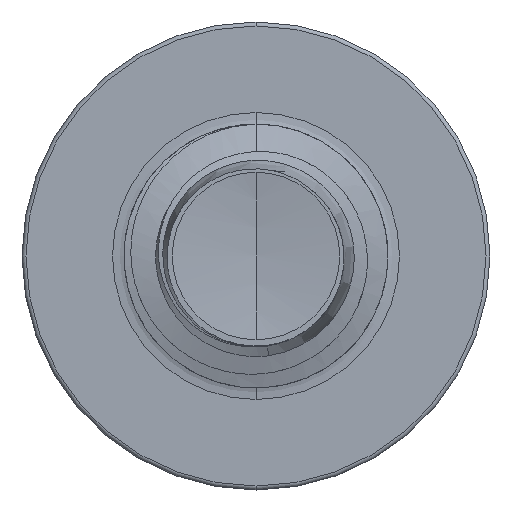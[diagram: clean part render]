
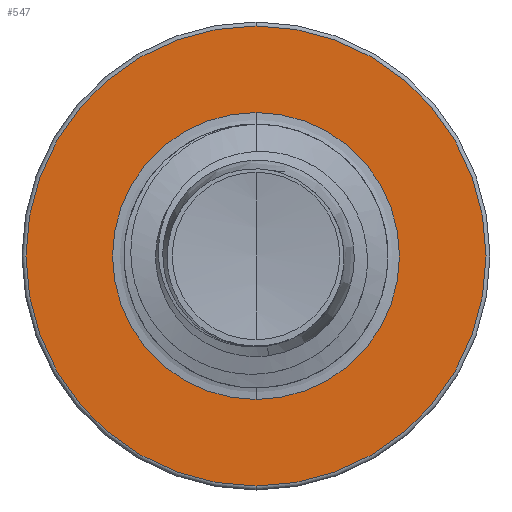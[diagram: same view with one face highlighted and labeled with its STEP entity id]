
A CAD part, front view. The second image highlights one B-rep face of the part: STEP entity #547.
In plain terms, the highlighted planar face has unit normal (0, -1, 0).
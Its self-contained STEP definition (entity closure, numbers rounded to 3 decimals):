
#262 = FACE_OUTER_BOUND ( 'NONE', #3709, .T. ) ;
#547 = ADVANCED_FACE ( 'NONE', ( #262, #2571 ), #6707, .F. ) ;
#634 = EDGE_CURVE ( 'NONE', #12007, #3916, #7778, .T. ) ;
#939 = DIRECTION ( 'NONE',  ( 0., 0., 1. ) ) ;
#1049 = AXIS2_PLACEMENT_3D ( 'NONE', #7150, #6570, #6552 ) ;
#1112 = CARTESIAN_POINT ( 'NONE',  ( 0., 3., -1.917 ) ) ;
#1662 = ORIENTED_EDGE ( 'NONE', *, *, #634, .F. ) ;
#1673 = DIRECTION ( 'NONE',  ( 0., 0., 1. ) ) ;
#1677 = DIRECTION ( 'NONE',  ( 0., 1., 0. ) ) ;
#1695 = CARTESIAN_POINT ( 'NONE',  ( 0., 3., 0. ) ) ;
#2271 = CARTESIAN_POINT ( 'NONE',  ( 0., 3., 0. ) ) ;
#2571 = FACE_BOUND ( 'NONE', #14474, .T. ) ;
#3225 = EDGE_CURVE ( 'NONE', #3691, #10483, #10712, .T. ) ;
#3447 = DIRECTION ( 'NONE',  ( 0., 0., 1. ) ) ;
#3508 = AXIS2_PLACEMENT_3D ( 'NONE', #2271, #10459, #3447 ) ;
#3691 = VERTEX_POINT ( 'NONE', #7646 ) ;
#3709 = EDGE_LOOP ( 'NONE', ( #13370, #1662 ) ) ;
#3843 = AXIS2_PLACEMENT_3D ( 'NONE', #10943, #4075, #11953 ) ;
#3916 = VERTEX_POINT ( 'NONE', #6766 ) ;
#4075 = DIRECTION ( 'NONE',  ( 0., 1., 0. ) ) ;
#4167 = EDGE_CURVE ( 'NONE', #10483, #3691, #11820, .T. ) ;
#4942 = ORIENTED_EDGE ( 'NONE', *, *, #3225, .T. ) ;
#6552 = DIRECTION ( 'NONE',  ( 0., 0., 1. ) ) ;
#6570 = DIRECTION ( 'NONE',  ( 0., 1., 0. ) ) ;
#6707 = PLANE ( 'NONE',  #1049 ) ;
#6766 = CARTESIAN_POINT ( 'NONE',  ( 0., 3., 1.917 ) ) ;
#7150 = CARTESIAN_POINT ( 'NONE',  ( 0., 3., -1.196 ) ) ;
#7583 = AXIS2_PLACEMENT_3D ( 'NONE', #1695, #1677, #1673 ) ;
#7646 = CARTESIAN_POINT ( 'NONE',  ( 0., 3., 1.196 ) ) ;
#7778 = CIRCLE ( 'NONE', #7583, 1.917 ) ;
#7849 = CARTESIAN_POINT ( 'NONE',  ( 0., 3., -1.196 ) ) ;
#8243 = DIRECTION ( 'NONE',  ( 0., 1., 0. ) ) ;
#10218 = EDGE_CURVE ( 'NONE', #3916, #12007, #14628, .T. ) ;
#10459 = DIRECTION ( 'NONE',  ( 0., 1., 0. ) ) ;
#10483 = VERTEX_POINT ( 'NONE', #7849 ) ;
#10712 = CIRCLE ( 'NONE', #12397, 1.196 ) ;
#10943 = CARTESIAN_POINT ( 'NONE',  ( 0., 3., 0. ) ) ;
#10979 = ORIENTED_EDGE ( 'NONE', *, *, #4167, .T. ) ;
#11820 = CIRCLE ( 'NONE', #3508, 1.196 ) ;
#11953 = DIRECTION ( 'NONE',  ( 0., 0., 1. ) ) ;
#12007 = VERTEX_POINT ( 'NONE', #1112 ) ;
#12397 = AXIS2_PLACEMENT_3D ( 'NONE', #14552, #8243, #939 ) ;
#13370 = ORIENTED_EDGE ( 'NONE', *, *, #10218, .F. ) ;
#14474 = EDGE_LOOP ( 'NONE', ( #4942, #10979 ) ) ;
#14552 = CARTESIAN_POINT ( 'NONE',  ( 0., 3., 0. ) ) ;
#14628 = CIRCLE ( 'NONE', #3843, 1.917 ) ;
